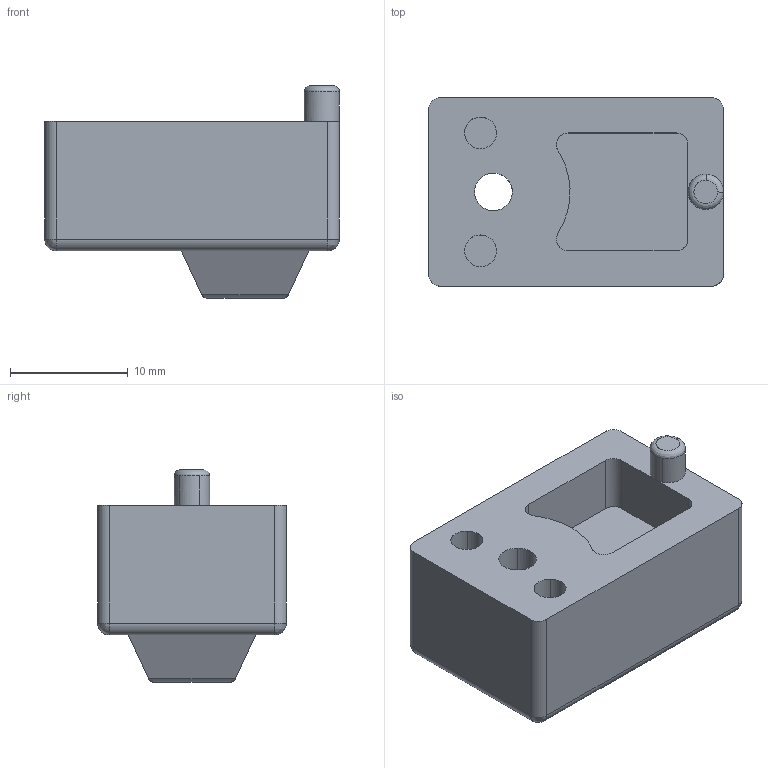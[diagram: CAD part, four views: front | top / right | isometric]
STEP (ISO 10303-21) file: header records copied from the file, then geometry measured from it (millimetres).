
FILE_DESCRIPTION((''),'2;1');
FILE_NAME('','2006-02-22T16:48:03',(''),(''),'','CADfix','');
FILE_SCHEMA(('AUTOMOTIVE_DESIGN'));
Length unit declared in the file: millimetre
Products named in the file (3): rubber pad; base; TM_175_28618_36
Assembly tree (2 placements, depth 2):
  TM_175_28618_36
    rubber pad
    base
Bounding box: 25 x 16 x 18 mm (x, y, z)
Volume: 3842.6 mm3; surface area: 2602.1 mm2
Topology: 2 solids, 2 shells, 62 faces, 182 edges, 130 vertices
Faces by surface type: bspline 62
Entity records: 2786 total; most frequent: CARTESIAN_POINT 1627, ORIENTED_EDGE 364, EDGE_CURVE 182, VERTEX_POINT 130, B_SPLINE_CURVE_WITH_KNOTS 100, QUASI_UNIFORM_CURVE 78, EDGE_LOOP 70, FACE_OUTER_BOUND 62
